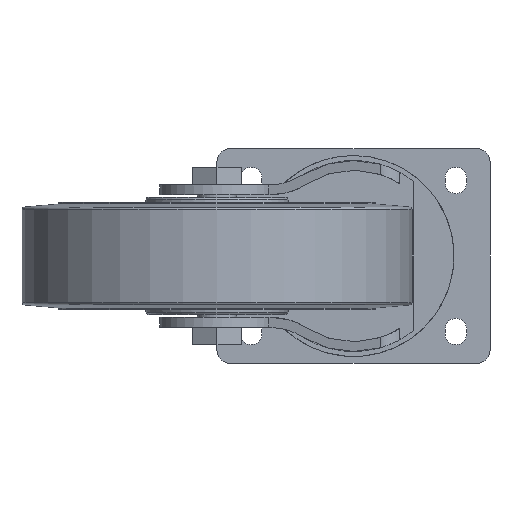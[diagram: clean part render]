
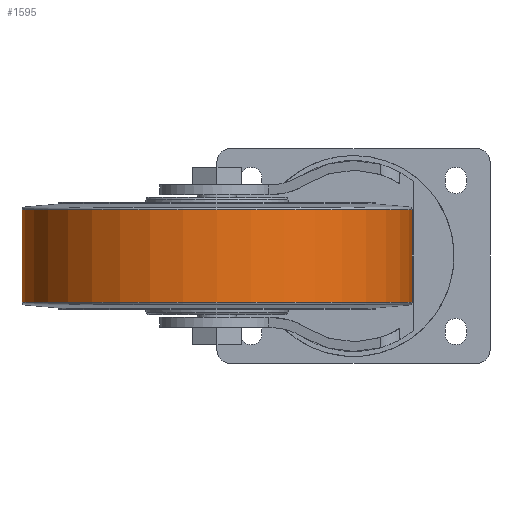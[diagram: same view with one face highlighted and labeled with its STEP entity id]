
A CAD part, front view. The second image highlights one B-rep face of the part: STEP entity #1595.
In plain terms, the highlighted cylindrical face has radius 100 mm (diameter 200 mm), a full revolution.
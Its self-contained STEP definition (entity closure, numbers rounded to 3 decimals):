
#730=ORIENTED_EDGE('',*,*,#952,.T.);
#731=ORIENTED_EDGE('',*,*,#951,.F.);
#951=EDGE_CURVE('',#1102,#1102,#1179,.T.);
#952=EDGE_CURVE('',#1103,#1103,#1180,.T.);
#1102=VERTEX_POINT('',#2739);
#1103=VERTEX_POINT('',#2742);
#1179=CIRCLE('',#1778,100.);
#1180=CIRCLE('',#1780,100.);
#1311=EDGE_LOOP('',(#730));
#1312=EDGE_LOOP('',(#731));
#1455=FACE_BOUND('',#1311,.T.);
#1456=FACE_BOUND('',#1312,.T.);
#1508=CYLINDRICAL_SURFACE('',#1779,100.);
#1595=ADVANCED_FACE('',(#1455,#1456),#1508,.T.);
#1778=AXIS2_PLACEMENT_3D('',#2738,#2238,#2239);
#1779=AXIS2_PLACEMENT_3D('',#2740,#2240,#2241);
#1780=AXIS2_PLACEMENT_3D('',#2741,#2242,#2243);
#2238=DIRECTION('',(0.,0.,-1.));
#2239=DIRECTION('',(-1.,0.,0.));
#2240=DIRECTION('',(0.,0.,-1.));
#2241=DIRECTION('',(-1.,0.,0.));
#2242=DIRECTION('',(0.,0.,-1.));
#2243=DIRECTION('',(-1.,0.,0.));
#2738=CARTESIAN_POINT('',(0.,0.,-23.626));
#2739=CARTESIAN_POINT('',(-100.,0.,-23.626));
#2740=CARTESIAN_POINT('',(0.,0.,-30.));
#2741=CARTESIAN_POINT('',(0.,0.,23.626));
#2742=CARTESIAN_POINT('',(-100.,0.,23.626));
